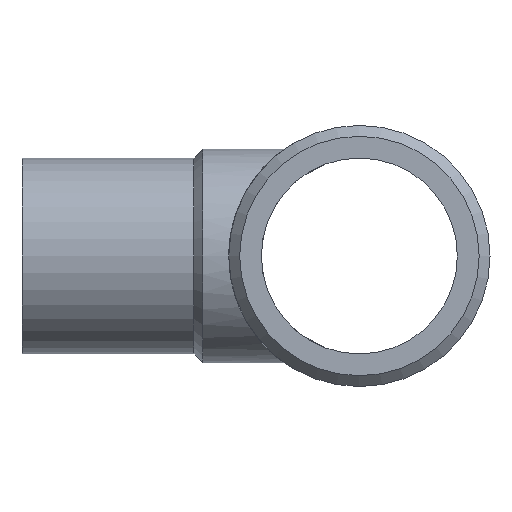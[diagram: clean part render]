
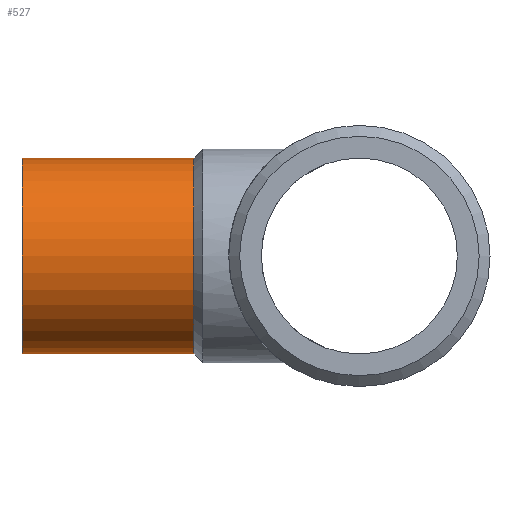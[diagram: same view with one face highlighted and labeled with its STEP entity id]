
A CAD part, left-side view. The second image highlights one B-rep face of the part: STEP entity #527.
In plain terms, the highlighted cylindrical face has radius 45 mm (diameter 90 mm), a full revolution.
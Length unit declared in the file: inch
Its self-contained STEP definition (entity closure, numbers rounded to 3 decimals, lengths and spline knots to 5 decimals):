
#81 = CYLINDRICAL_SURFACE ( 'NONE', #152, 1.77165 ) ;
#82 = FACE_OUTER_BOUND ( 'NONE', #136, .T. ) ;
#84 = DIRECTION ( 'NONE',  ( 0., 1., 0. ) ) ;
#88 = CARTESIAN_POINT ( 'NONE',  ( -6.10236, 2.99213, -1.77165 ) ) ;
#103 = DIRECTION ( 'NONE',  ( 0., 1., 0. ) ) ;
#136 = EDGE_LOOP ( 'NONE', ( #417 ) ) ;
#152 = AXIS2_PLACEMENT_3D ( 'NONE', #611, #365, #358 ) ;
#157 = CIRCLE ( 'NONE', #429, 1.77165 ) ;
#163 = VERTEX_POINT ( 'NONE', #204 ) ;
#204 = CARTESIAN_POINT ( 'NONE',  ( -6.10236, 6.10236, -1.77165 ) ) ;
#237 = CARTESIAN_POINT ( 'NONE',  ( -6.10236, 2.99213, 0. ) ) ;
#261 = AXIS2_PLACEMENT_3D ( 'NONE', #285, #84, #542 ) ;
#268 = DIRECTION ( 'NONE',  ( 0., 0., -1. ) ) ;
#285 = CARTESIAN_POINT ( 'NONE',  ( -6.10236, 6.10236, 0. ) ) ;
#330 = EDGE_CURVE ( 'NONE', #163, #163, #444, .T. ) ;
#358 = DIRECTION ( 'NONE',  ( 0., 0., -1. ) ) ;
#365 = DIRECTION ( 'NONE',  ( 0., -1., 0. ) ) ;
#377 = EDGE_CURVE ( 'NONE', #398, #398, #157, .T. ) ;
#398 = VERTEX_POINT ( 'NONE', #88 ) ;
#417 = ORIENTED_EDGE ( 'NONE', *, *, #377, .T. ) ;
#429 = AXIS2_PLACEMENT_3D ( 'NONE', #237, #103, #268 ) ;
#444 = CIRCLE ( 'NONE', #261, 1.77165 ) ;
#447 = ORIENTED_EDGE ( 'NONE', *, *, #330, .F. ) ;
#467 = FACE_OUTER_BOUND ( 'NONE', #609, .T. ) ;
#527 = ADVANCED_FACE ( 'NONE', ( #467, #82 ), #81, .T. ) ;
#542 = DIRECTION ( 'NONE',  ( 0., 0., -1. ) ) ;
#609 = EDGE_LOOP ( 'NONE', ( #447 ) ) ;
#611 = CARTESIAN_POINT ( 'NONE',  ( -6.10236, 4.54724, 0. ) ) ;
